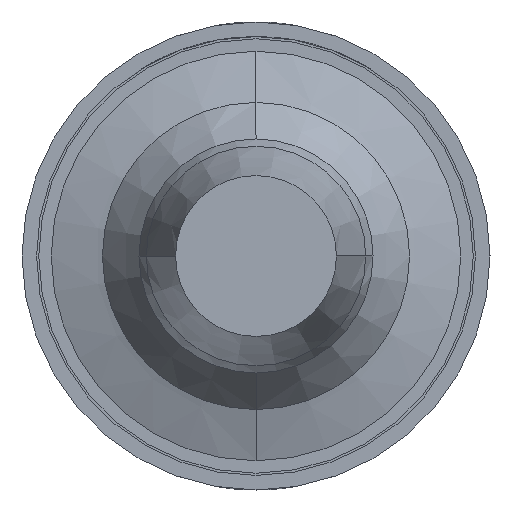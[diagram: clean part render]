
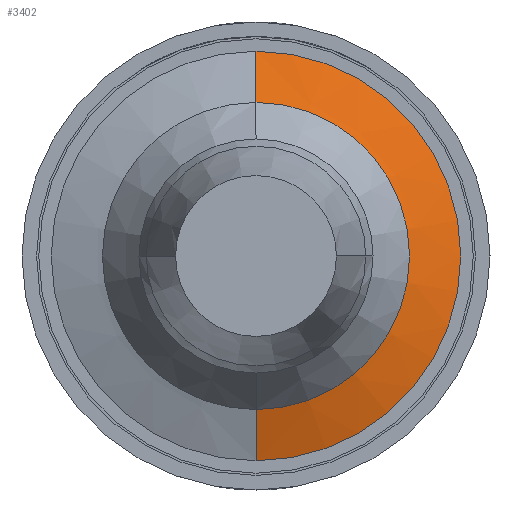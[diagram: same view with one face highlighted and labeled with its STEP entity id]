
A CAD part, front view. The second image highlights one B-rep face of the part: STEP entity #3402.
In plain terms, the highlighted conical face has half-angle 71.565 degrees and reference radius 0.8 mm.
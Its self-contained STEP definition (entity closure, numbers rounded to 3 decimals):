
#305 = CARTESIAN_POINT ( 'NONE',  ( 0., -9.3, 0.8 ) ) ;
#532 = DIRECTION ( 'NONE',  ( 0., 0., -1. ) ) ;
#1053 = CARTESIAN_POINT ( 'NONE',  ( 0., -9.1, 0. ) ) ;
#1081 = LINE ( 'NONE', #4348, #2792 ) ;
#1084 = EDGE_CURVE ( 'Defeature ausgef�hrt1_33+Defeature ausgef�hrt1_32+Defeature ausgef�hrt1_32+Defeature ausgef�hrt1_32', #4717, #2510, #4566, .T. ) ;
#1103 = CARTESIAN_POINT ( 'NONE',  ( 0., -9.3, 0. ) ) ;
#1262 = DIRECTION ( 'NONE',  ( 0., 0.316, 0.949 ) ) ;
#1294 = VERTEX_POINT ( 'NONE', #5928 ) ;
#1578 = DIRECTION ( 'NONE',  ( 0., 0., -1. ) ) ;
#1624 = DIRECTION ( 'NONE',  ( 0., 1., 0. ) ) ;
#1647 = DIRECTION ( 'NONE',  ( 0., 0., -1. ) ) ;
#1839 = EDGE_CURVE ( 'NONE', #2510, #1294, #1081, .T. ) ;
#1863 = ORIENTED_EDGE ( 'NONE', *, *, #1084, .T. ) ;
#2255 = CIRCLE ( 'NONE', #2609, 1.4 ) ;
#2336 = CONICAL_SURFACE ( 'NONE', #3406, 0.8, 1.249 ) ;
#2510 = VERTEX_POINT ( 'NONE', #3259 ) ;
#2609 = AXIS2_PLACEMENT_3D ( 'NONE', #1053, #2736, #1578 ) ;
#2736 = DIRECTION ( 'NONE',  ( 0., 1., 0. ) ) ;
#2792 = VECTOR ( 'NONE', #5440, 1000. ) ;
#2865 = AXIS2_PLACEMENT_3D ( 'NONE', #1103, #1624, #1647 ) ;
#3042 = EDGE_CURVE ( 'Defeature ausgef�hrt1_34+Defeature ausgef�hrt1_33+Defeature ausgef�hrt1_33+Defeature ausgef�hrt1_33', #3143, #1294, #2255, .T. ) ;
#3143 = VERTEX_POINT ( 'NONE', #6217 ) ;
#3224 = ORIENTED_EDGE ( 'NONE', *, *, #3042, .F. ) ;
#3250 = ORIENTED_EDGE ( 'NONE', *, *, #1839, .T. ) ;
#3259 = CARTESIAN_POINT ( 'NONE',  ( 0., -9.3, -0.8 ) ) ;
#3289 = FACE_OUTER_BOUND ( 'NONE', #6140, .T. ) ;
#3402 = ADVANCED_FACE ( 'Defeature ausgef�hrt1_33', ( #3289 ), #2336, .T. ) ;
#3406 = AXIS2_PLACEMENT_3D ( 'NONE', #3581, #4602, #532 ) ;
#3581 = CARTESIAN_POINT ( 'NONE',  ( 0., -9.3, 0. ) ) ;
#4348 = CARTESIAN_POINT ( 'NONE',  ( 0., -9.3, -0.8 ) ) ;
#4364 = LINE ( 'NONE', #4413, #5397 ) ;
#4413 = CARTESIAN_POINT ( 'NONE',  ( 0., -9.3, 0.8 ) ) ;
#4458 = ORIENTED_EDGE ( 'NONE', *, *, #4787, .F. ) ;
#4566 = CIRCLE ( 'NONE', #2865, 0.8 ) ;
#4602 = DIRECTION ( 'NONE',  ( 0., 1., 0. ) ) ;
#4717 = VERTEX_POINT ( 'NONE', #305 ) ;
#4787 = EDGE_CURVE ( 'NONE', #4717, #3143, #4364, .T. ) ;
#5397 = VECTOR ( 'NONE', #1262, 1000. ) ;
#5440 = DIRECTION ( 'NONE',  ( 0., 0.316, -0.949 ) ) ;
#5928 = CARTESIAN_POINT ( 'NONE',  ( 0., -9.1, -1.4 ) ) ;
#6140 = EDGE_LOOP ( 'NONE', ( #4458, #1863, #3250, #3224 ) ) ;
#6217 = CARTESIAN_POINT ( 'NONE',  ( 0., -9.1, 1.4 ) ) ;
